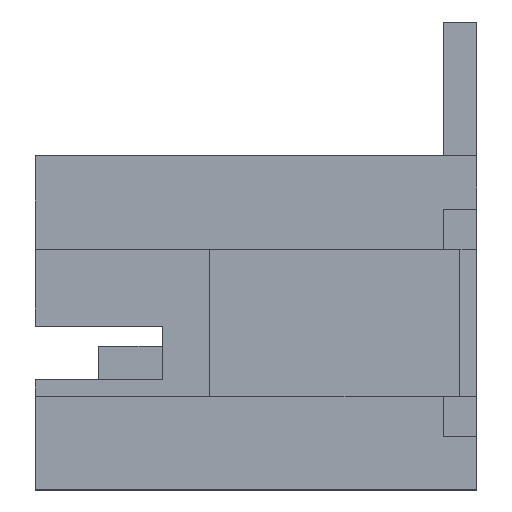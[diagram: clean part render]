
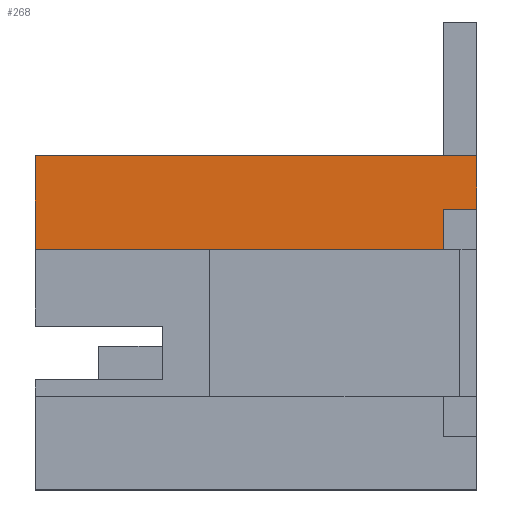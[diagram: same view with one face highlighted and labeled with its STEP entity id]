
A CAD part, left-side view. The second image highlights one B-rep face of the part: STEP entity #268.
In plain terms, the highlighted planar face has unit normal (-1, 0, 0).
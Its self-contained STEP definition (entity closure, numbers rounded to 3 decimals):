
#83 = VERTEX_POINT ( 'NONE', #1648 ) ;
#84 = VERTEX_POINT ( 'NONE', #1647 ) ;
#85 = EDGE_CURVE ( 'NONE', #84, #83, #1646, .T. ) ;
#242 = EDGE_CURVE ( 'NONE', #243, #244, #1942, .T. ) ;
#243 = VERTEX_POINT ( 'NONE', #1938 ) ;
#244 = VERTEX_POINT ( 'NONE', #1937 ) ;
#245 = ORIENTED_EDGE ( 'NONE', *, *, #246, .T. ) ;
#246 = EDGE_CURVE ( 'NONE', #244, #247, #1936, .T. ) ;
#247 = VERTEX_POINT ( 'NONE', #1996 ) ;
#248 = ORIENTED_EDGE ( 'NONE', *, *, #249, .T. ) ;
#249 = EDGE_CURVE ( 'NONE', #247, #250, #1995, .T. ) ;
#250 = VERTEX_POINT ( 'NONE', #1991 ) ;
#251 = ORIENTED_EDGE ( 'NONE', *, *, #252, .T. ) ;
#252 = EDGE_CURVE ( 'NONE', #250, #83, #1990, .T. ) ;
#253 = ORIENTED_EDGE ( 'NONE', *, *, #85, .F. ) ;
#254 = ORIENTED_EDGE ( 'NONE', *, *, #255, .F. ) ;
#255 = EDGE_CURVE ( 'NONE', #243, #84, #1986, .T. ) ;
#268 = ADVANCED_FACE ( 'NONE', ( #2023 ), #2008, .T. ) ;
#269 = EDGE_LOOP ( 'NONE', ( #270, #245, #248, #251, #253, #254 ) ) ;
#270 = ORIENTED_EDGE ( 'NONE', *, *, #242, .T. ) ;
#1643 = DIRECTION ( 'NONE',  ( 0., 1., 0. ) ) ;
#1644 = VECTOR ( 'NONE', #1643, 1000. ) ;
#1645 = CARTESIAN_POINT ( 'NONE',  ( 0., 0., 8.575 ) ) ;
#1646 = LINE ( 'NONE', #1645, #1644 ) ;
#1647 = CARTESIAN_POINT ( 'NONE',  ( 0., 0.5, 8.575 ) ) ;
#1648 = CARTESIAN_POINT ( 'NONE',  ( 0., 6.6, 8.575 ) ) ;
#1935 = CARTESIAN_POINT ( 'NONE',  ( 0., 0., 9.975 ) ) ;
#1936 = LINE ( 'NONE', #1935, #1998 ) ;
#1937 = CARTESIAN_POINT ( 'NONE',  ( 0., 0., 9.175 ) ) ;
#1938 = CARTESIAN_POINT ( 'NONE',  ( 0., 0.5, 9.175 ) ) ;
#1939 = DIRECTION ( 'NONE',  ( 0., -1., 0. ) ) ;
#1940 = VECTOR ( 'NONE', #1939, 1000. ) ;
#1941 = CARTESIAN_POINT ( 'NONE',  ( 0., 0.5, 9.175 ) ) ;
#1942 = LINE ( 'NONE', #1941, #1940 ) ;
#1983 = DIRECTION ( 'NONE',  ( 0., 0., -1. ) ) ;
#1984 = VECTOR ( 'NONE', #1983, 1000. ) ;
#1985 = CARTESIAN_POINT ( 'NONE',  ( 0., 0.5, 5.775 ) ) ;
#1986 = LINE ( 'NONE', #1985, #1984 ) ;
#1987 = DIRECTION ( 'NONE',  ( 0., 0., -1. ) ) ;
#1988 = VECTOR ( 'NONE', #1987, 1000. ) ;
#1989 = CARTESIAN_POINT ( 'NONE',  ( 0., 6.6, 7.425 ) ) ;
#1990 = LINE ( 'NONE', #1989, #1988 ) ;
#1991 = CARTESIAN_POINT ( 'NONE',  ( 0., 6.6, 9.975 ) ) ;
#1992 = DIRECTION ( 'NONE',  ( 0., 1., 0. ) ) ;
#1993 = VECTOR ( 'NONE', #1992, 1000. ) ;
#1994 = CARTESIAN_POINT ( 'NONE',  ( 0., 6.6, 9.975 ) ) ;
#1995 = LINE ( 'NONE', #1994, #1993 ) ;
#1996 = CARTESIAN_POINT ( 'NONE',  ( 0., 0., 9.975 ) ) ;
#1997 = DIRECTION ( 'NONE',  ( 0., 0., 1. ) ) ;
#1998 = VECTOR ( 'NONE', #1997, 1000. ) ;
#2004 = DIRECTION ( 'NONE',  ( 0., 0., 1. ) ) ;
#2005 = DIRECTION ( 'NONE',  ( -1., 0., 0. ) ) ;
#2006 = CARTESIAN_POINT ( 'NONE',  ( 0., 6.6, 4.975 ) ) ;
#2007 = AXIS2_PLACEMENT_3D ( 'NONE', #2006, #2005, #2004 ) ;
#2008 = PLANE ( 'NONE',  #2007 ) ;
#2023 = FACE_OUTER_BOUND ( 'NONE', #269, .T. ) ;
